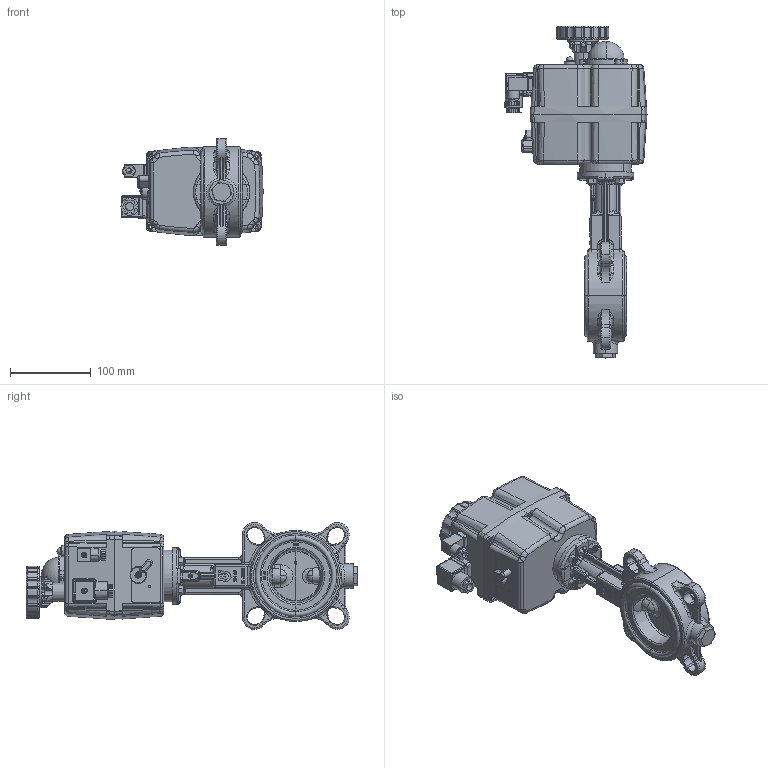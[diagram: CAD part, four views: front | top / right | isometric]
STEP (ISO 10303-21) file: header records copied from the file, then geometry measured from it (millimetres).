
FILE_DESCRIPTION (( 'STEP AP203' ), '1' );
FILE_NAME ('AKE01_DN65.STEP', '2022-10-13T12:32:36', ( '' ), ( '' ), 'SwSTEP 2.0', 'SolidWorks 2021', '' );
FILE_SCHEMA (( 'CONFIG_CONTROL_DESIGN' ));
Products named in the file (1): AKE01_DN65
Bounding box: 176.14 x 411.5 x 132.53 mm (x, y, z)
Surface area: 194357.7 mm2 (no closed solid volume)
Topology: 0 solids, 64 shells, 2010 faces, 6527 edges, 4378 vertices
Faces by surface type: plane 576, cylinder 538, torus 441, bspline 325, cone 103, sphere 27
Entity records: 111533 total; most frequent: CARTESIAN_POINT 57721, DIRECTION 10781, ORIENTED_EDGE 10706, EDGE_CURVE 6470, VERTEX_POINT 4377, AXIS2_PLACEMENT_3D 4096, VECTOR 2589, LINE 2589
